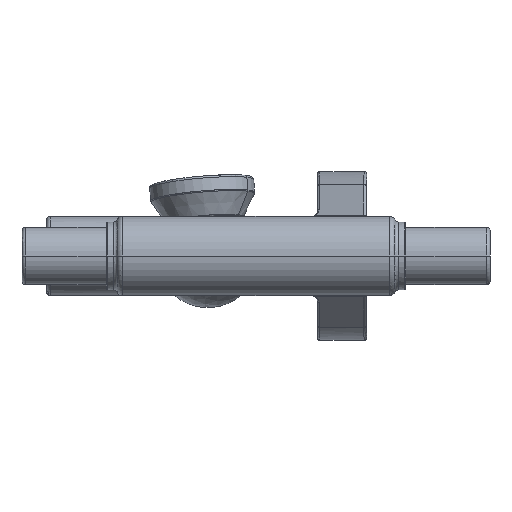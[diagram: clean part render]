
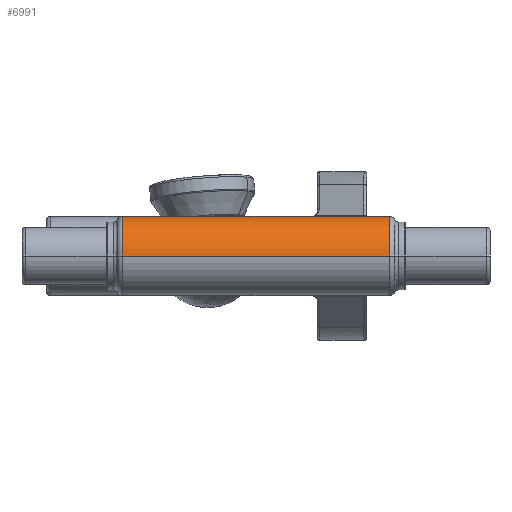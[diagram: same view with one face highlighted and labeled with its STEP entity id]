
A CAD part, front view. The second image highlights one B-rep face of the part: STEP entity #6991.
In plain terms, the highlighted cylindrical face has radius 3.45 mm (diameter 6.9 mm), a partial arc.
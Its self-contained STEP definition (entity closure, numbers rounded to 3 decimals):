
#338=LINE('',#14357,#526);
#339=LINE('',#14372,#527);
#526=VECTOR('',#10668,1000.);
#527=VECTOR('',#10671,1000.);
#702=CIRCLE('',#10116,3.45);
#703=CIRCLE('',#10117,3.45);
#897=CYLINDRICAL_SURFACE('',#10115,3.45);
#1295=ORIENTED_EDGE('',*,*,#2707,.T.);
#1296=ORIENTED_EDGE('',*,*,#2708,.T.);
#1297=ORIENTED_EDGE('',*,*,#2709,.T.);
#1298=ORIENTED_EDGE('',*,*,#2710,.T.);
#1299=ORIENTED_EDGE('',*,*,#2711,.T.);
#1300=ORIENTED_EDGE('',*,*,#2712,.T.);
#1301=ORIENTED_EDGE('',*,*,#2713,.T.);
#1302=ORIENTED_EDGE('',*,*,#2714,.T.);
#2707=EDGE_CURVE('',#4119,#4120,#338,.F.);
#2708=EDGE_CURVE('',#4120,#4121,#702,.F.);
#2709=EDGE_CURVE('',#4121,#4122,#5483,.T.);
#2710=EDGE_CURVE('',#4122,#4123,#5484,.T.);
#2711=EDGE_CURVE('',#4123,#4124,#339,.T.);
#2712=EDGE_CURVE('',#4124,#4125,#5485,.T.);
#2713=EDGE_CURVE('',#4125,#4126,#5486,.T.);
#2714=EDGE_CURVE('',#4126,#4119,#703,.T.);
#4119=VERTEX_POINT('',#14358);
#4120=VERTEX_POINT('',#14359);
#4121=VERTEX_POINT('',#14361);
#4122=VERTEX_POINT('',#14366);
#4123=VERTEX_POINT('',#14371);
#4124=VERTEX_POINT('',#14373);
#4125=VERTEX_POINT('',#14378);
#4126=VERTEX_POINT('',#14383);
#5483=B_SPLINE_CURVE_WITH_KNOTS('',3,(#14362,#14363,#14364,#14365),
 .UNSPECIFIED.,.F.,.F.,(4,4),(0.,1.),.UNSPECIFIED.);
#5484=B_SPLINE_CURVE_WITH_KNOTS('',3,(#14367,#14368,#14369,#14370),
 .UNSPECIFIED.,.F.,.F.,(4,4),(0.,1.),.UNSPECIFIED.);
#5485=B_SPLINE_CURVE_WITH_KNOTS('',3,(#14374,#14375,#14376,#14377),
 .UNSPECIFIED.,.F.,.F.,(4,4),(0.,1.),.UNSPECIFIED.);
#5486=B_SPLINE_CURVE_WITH_KNOTS('',3,(#14379,#14380,#14381,#14382),
 .UNSPECIFIED.,.F.,.F.,(4,4),(0.,1.),.UNSPECIFIED.);
#6307=EDGE_LOOP('',(#1295,#1296,#1297,#1298,#1299,#1300,#1301,#1302));
#6630=FACE_BOUND('',#6307,.T.);
#6991=ADVANCED_FACE('',(#6630),#897,.F.);
#10115=AXIS2_PLACEMENT_3D('',#14356,#10666,#10667);
#10116=AXIS2_PLACEMENT_3D('',#14360,#10669,#10670);
#10117=AXIS2_PLACEMENT_3D('',#14384,#10672,#10673);
#10666=DIRECTION('',(1.,0.,0.));
#10667=DIRECTION('',(0.,0.,-1.));
#10668=DIRECTION('',(1.,0.,0.));
#10669=DIRECTION('',(1.,0.,0.));
#10670=DIRECTION('',(0.,0.,-1.));
#10671=DIRECTION('',(1.,0.,0.));
#10672=DIRECTION('',(1.,0.,0.));
#10673=DIRECTION('',(0.,0.,-1.));
#14356=CARTESIAN_POINT('',(-11.65,0.,0.));
#14357=CARTESIAN_POINT('',(-11.65,-3.45,0.));
#14358=CARTESIAN_POINT('',(11.65,-3.45,0.));
#14359=CARTESIAN_POINT('',(-11.65,-3.45,0.));
#14360=CARTESIAN_POINT('',(-11.65,0.,0.));
#14361=CARTESIAN_POINT('',(-11.65,2.216,2.644));
#14362=CARTESIAN_POINT('',(-11.65,2.216,2.644));
#14363=CARTESIAN_POINT('',(-11.45,1.996,2.828));
#14364=CARTESIAN_POINT('',(-11.285,1.759,2.98));
#14365=CARTESIAN_POINT('',(-11.155,1.515,3.1));
#14366=CARTESIAN_POINT('',(-11.155,1.515,3.1));
#14367=CARTESIAN_POINT('',(-11.155,1.515,3.1));
#14368=CARTESIAN_POINT('',(-10.99,1.205,3.251));
#14369=CARTESIAN_POINT('',(-10.683,0.701,3.45));
#14370=CARTESIAN_POINT('',(-10.236,0.,3.45));
#14371=CARTESIAN_POINT('',(-10.236,0.,3.45));
#14372=CARTESIAN_POINT('',(-11.65,0.,3.45));
#14373=CARTESIAN_POINT('',(10.236,0.,3.45));
#14374=CARTESIAN_POINT('',(10.236,0.,3.45));
#14375=CARTESIAN_POINT('',(10.684,0.7,3.45));
#14376=CARTESIAN_POINT('',(10.99,1.204,3.251));
#14377=CARTESIAN_POINT('',(11.155,1.515,3.1));
#14378=CARTESIAN_POINT('',(11.155,1.515,3.1));
#14379=CARTESIAN_POINT('',(11.155,1.515,3.1));
#14380=CARTESIAN_POINT('',(11.285,1.759,2.98));
#14381=CARTESIAN_POINT('',(11.45,1.996,2.828));
#14382=CARTESIAN_POINT('',(11.65,2.216,2.644));
#14383=CARTESIAN_POINT('',(11.65,2.216,2.644));
#14384=CARTESIAN_POINT('',(11.65,0.,0.));
